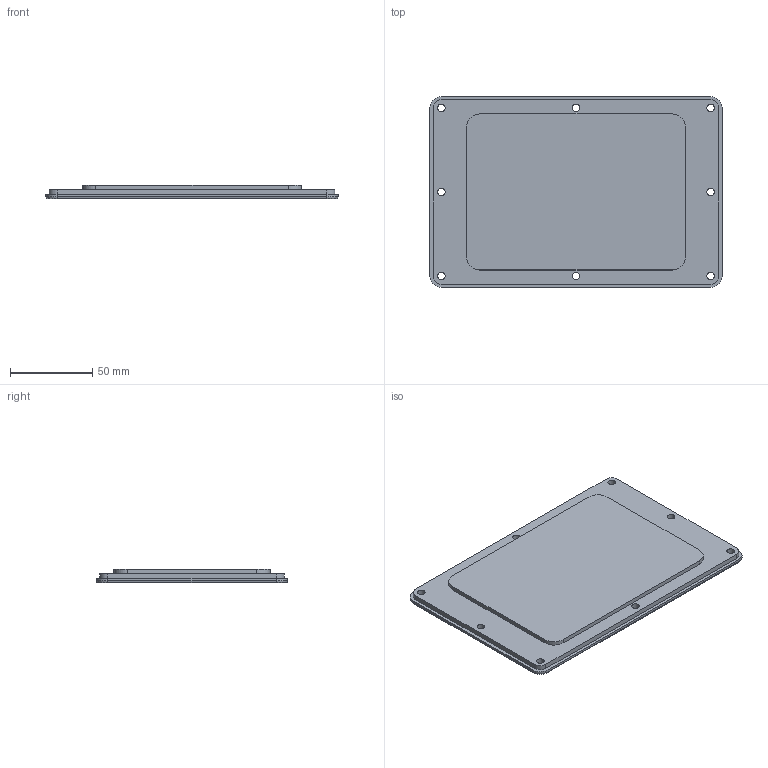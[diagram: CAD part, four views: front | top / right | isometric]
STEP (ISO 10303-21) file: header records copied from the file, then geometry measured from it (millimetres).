
FILE_DESCRIPTION(/* description */ (''),/* implementation_level */ '2;1');
FILE_NAME(/* name */ 'Control Box Display Mount - Blank v2.step',/* time_stamp */ '2020-01-04T23:32:57-06:00',/* author */ (''),/* organization */ (''),/* preprocessor_version */ 'ST-DEVELOPER v18',/* originating_system */ 'Autodesk Translation Framework v8.12.0.6',/* authorisation */ '');
FILE_SCHEMA (('AUTOMOTIVE_DESIGN { 1 0 10303 214 3 1 1 }'));
Length unit declared in the file: millimetre
Products named in the file (1): Control Box Display Mount - Blank
Bounding box: 177.1 x 115.8 x 8 mm (x, y, z)
Volume: 138805.9 mm3; surface area: 45254.8 mm2
Topology: 1 solids, 1 shells, 44 faces, 112 edges, 72 vertices
Faces by surface type: cylinder 24, plane 16, torus 4
Full cylindrical faces by diameter (mm): 4.6 x8
Entity records: 1409 total; most frequent: DIRECTION 254, CARTESIAN_POINT 229, ORIENTED_EDGE 224, EDGE_CURVE 112, AXIS2_PLACEMENT_3D 97, VERTEX_POINT 72, EDGE_LOOP 62, LINE 60
